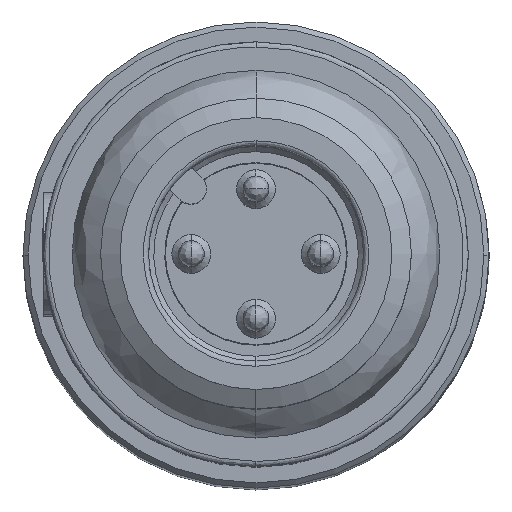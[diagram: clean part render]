
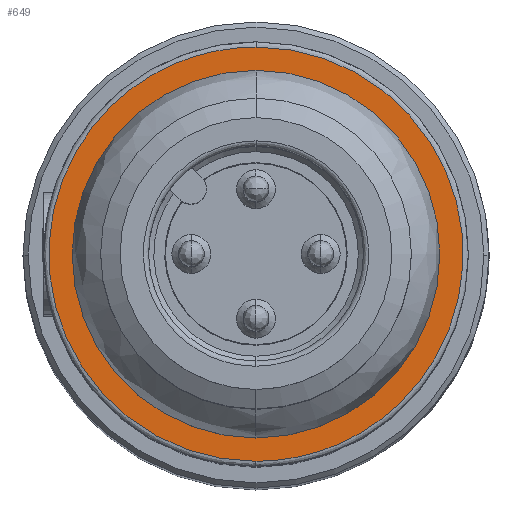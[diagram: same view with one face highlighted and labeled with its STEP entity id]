
A CAD part, top view. The second image highlights one B-rep face of the part: STEP entity #649.
In plain terms, the highlighted planar face has unit normal (0, 0, 1).
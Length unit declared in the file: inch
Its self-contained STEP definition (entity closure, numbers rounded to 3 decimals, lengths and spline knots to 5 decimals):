
#153 = VERTEX_POINT ( 'NONE', #6383 ) ;
#394 = EDGE_CURVE ( 'NONE', #1045, #153, #1038, .T. ) ;
#415 = EDGE_CURVE ( 'NONE', #153, #1045, #5726, .T. ) ;
#590 = PLANE ( 'NONE',  #3512 ) ;
#649 = ADVANCED_FACE ( 'NONE', ( #5374, #1921 ), #590, .F. ) ;
#956 = EDGE_LOOP ( 'NONE', ( #4793, #8391 ) ) ;
#1038 =( BOUNDED_CURVE ( )  B_SPLINE_CURVE ( 3, ( #2067, #3420, #7425, #3500 ),
 .UNSPECIFIED., .F., .F. ) 
 B_SPLINE_CURVE_WITH_KNOTS ( ( 4, 4 ),
 ( 0., 0.5 ),
 .UNSPECIFIED. ) 
 CURVE ( )  GEOMETRIC_REPRESENTATION_ITEM ( )  RATIONAL_B_SPLINE_CURVE ( ( 1., 0.333, 0.333, 1. ) ) 
 REPRESENTATION_ITEM ( '' )  );
#1045 = VERTEX_POINT ( 'NONE', #6878 ) ;
#1077 = ORIENTED_EDGE ( 'NONE', *, *, #7573, .F. ) ;
#1457 = AXIS2_PLACEMENT_3D ( 'NONE', #5778, #3833, #3214 ) ;
#1481 = CARTESIAN_POINT ( 'NONE',  ( 0.00343, 0., 2.42913 ) ) ;
#1513 = DIRECTION ( 'NONE',  ( 0., 1., 0. ) ) ;
#1591 = DIRECTION ( 'NONE',  ( 0., 0., 1. ) ) ;
#1921 = FACE_OUTER_BOUND ( 'NONE', #956, .T. ) ;
#2067 = CARTESIAN_POINT ( 'NONE',  ( 0.00343, -0.31496, 2.42913 ) ) ;
#2407 = CARTESIAN_POINT ( 'NONE',  ( 0.00343, -0.31496, 2.42913 ) ) ;
#2628 = DIRECTION ( 'NONE',  ( 0., 0., -1. ) ) ;
#2895 = CARTESIAN_POINT ( 'NONE',  ( 0.63335, -0.31496, 2.42913 ) ) ;
#3214 = DIRECTION ( 'NONE',  ( 0., 1., 0. ) ) ;
#3262 = EDGE_CURVE ( 'NONE', #4909, #3345, #4228, .T. ) ;
#3345 = VERTEX_POINT ( 'NONE', #8397 ) ;
#3420 = CARTESIAN_POINT ( 'NONE',  ( -0.62649, -0.31496, 2.42913 ) ) ;
#3500 = CARTESIAN_POINT ( 'NONE',  ( 0.00343, 0.31496, 2.42913 ) ) ;
#3512 = AXIS2_PLACEMENT_3D ( 'NONE', #5942, #2628, #5323 ) ;
#3833 = DIRECTION ( 'NONE',  ( 0., 0., 1. ) ) ;
#4114 = ORIENTED_EDGE ( 'NONE', *, *, #3262, .F. ) ;
#4228 = CIRCLE ( 'NONE', #8681, 0.27953 ) ;
#4793 = ORIENTED_EDGE ( 'NONE', *, *, #394, .F. ) ;
#4814 = CARTESIAN_POINT ( 'NONE',  ( 0.63335, 0.31496, 2.42913 ) ) ;
#4909 = VERTEX_POINT ( 'NONE', #8320 ) ;
#5244 = EDGE_LOOP ( 'NONE', ( #4114, #1077 ) ) ;
#5323 = DIRECTION ( 'NONE',  ( 0., -1., 0. ) ) ;
#5374 = FACE_BOUND ( 'NONE', #5244, .T. ) ;
#5726 =( BOUNDED_CURVE ( )  B_SPLINE_CURVE ( 3, ( #8135, #4814, #2895, #2407 ),
 .UNSPECIFIED., .F., .F. ) 
 B_SPLINE_CURVE_WITH_KNOTS ( ( 4, 4 ),
 ( 0.5, 1. ),
 .UNSPECIFIED. ) 
 CURVE ( )  GEOMETRIC_REPRESENTATION_ITEM ( )  RATIONAL_B_SPLINE_CURVE ( ( 1., 0.333, 0.333, 1. ) ) 
 REPRESENTATION_ITEM ( '' )  );
#5778 = CARTESIAN_POINT ( 'NONE',  ( 0.00343, 0., 2.42913 ) ) ;
#5942 = CARTESIAN_POINT ( 'NONE',  ( 0.00343, -0.27953, 2.42913 ) ) ;
#6383 = CARTESIAN_POINT ( 'NONE',  ( 0.00343, 0.31496, 2.42913 ) ) ;
#6495 = CIRCLE ( 'NONE', #1457, 0.27953 ) ;
#6878 = CARTESIAN_POINT ( 'NONE',  ( 0.00343, -0.31496, 2.42913 ) ) ;
#7425 = CARTESIAN_POINT ( 'NONE',  ( -0.62649, 0.31496, 2.42913 ) ) ;
#7573 = EDGE_CURVE ( 'NONE', #3345, #4909, #6495, .T. ) ;
#8135 = CARTESIAN_POINT ( 'NONE',  ( 0.00343, 0.31496, 2.42913 ) ) ;
#8320 = CARTESIAN_POINT ( 'NONE',  ( 0.00343, 0.27953, 2.42913 ) ) ;
#8391 = ORIENTED_EDGE ( 'NONE', *, *, #415, .F. ) ;
#8397 = CARTESIAN_POINT ( 'NONE',  ( 0.00343, -0.27953, 2.42913 ) ) ;
#8681 = AXIS2_PLACEMENT_3D ( 'NONE', #1481, #1591, #1513 ) ;
